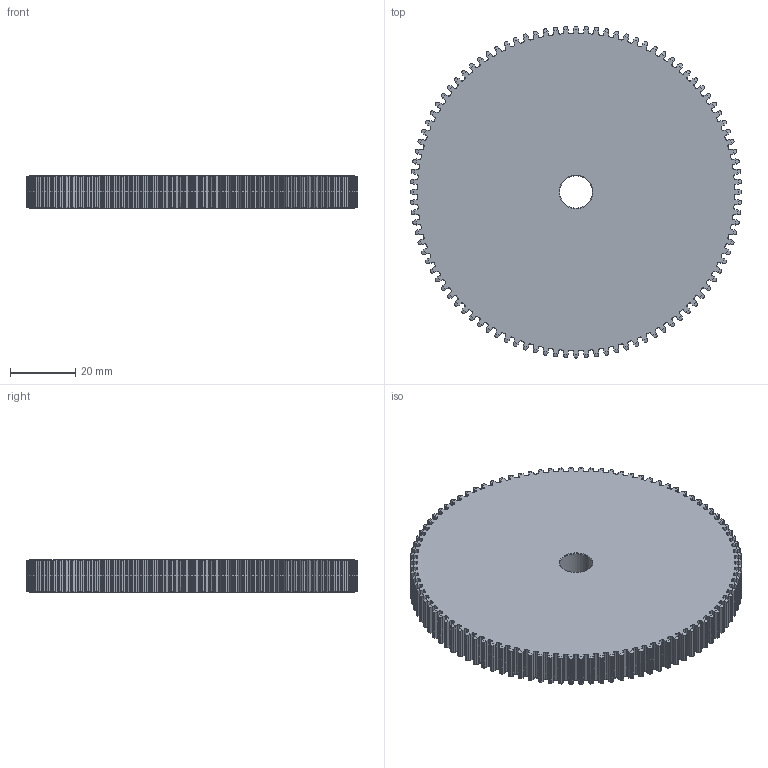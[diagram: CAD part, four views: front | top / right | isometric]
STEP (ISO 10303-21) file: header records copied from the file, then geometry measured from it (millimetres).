
FILE_DESCRIPTION( ( 'STEP AP203' ), '1' );
FILE_NAME( 'GEABM1_0-100-10-A-10_2_03.stp', ' ', ( ' ' ), ( ' ' ), 'PSStep 15.0.47', 'PARTsolutions', ' ' );
FILE_SCHEMA( ( 'CONFIG_CONTROL_DESIGN' ) );
Length unit declared in the file: millimetre
Products named in the file (2): GEABM1.0-100-10-A-10; _GEABM1.0-100-10-A-10_b
Assembly tree (1 placements, depth 2):
  GEABM1.0-100-10-A-10
    _GEABM1.0-100-10-A-10_b
Bounding box: 102 x 102 x 10 mm (x, y, z)
Volume: 77048.4 mm3; surface area: 22181.1 mm2
Topology: 1 solids, 1 shells, 1205 faces, 3207 edges, 2004 vertices
Faces by surface type: cylinder 601, plane 402, cone 202
Full cylindrical faces by diameter (mm): 10 x1
Entity records: 38777 total; most frequent: CARTESIAN_POINT 9615, ORIENTED_EDGE 6408, DIRECTION 5822, EDGE_CURVE 3204, AXIS2_PLACEMENT_3D 2211, VERTEX_POINT 2004, LINE 1400, VECTOR 1400
